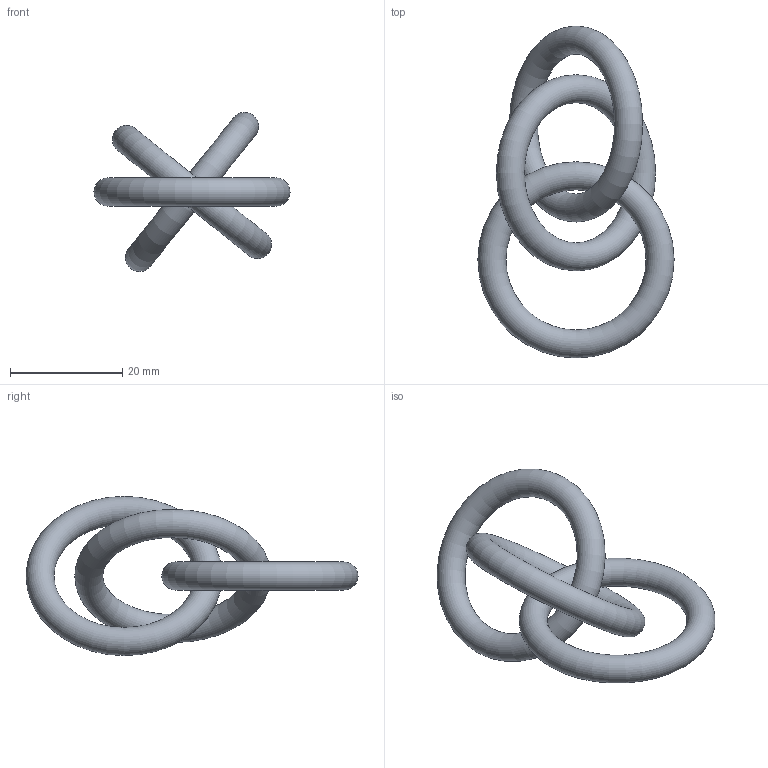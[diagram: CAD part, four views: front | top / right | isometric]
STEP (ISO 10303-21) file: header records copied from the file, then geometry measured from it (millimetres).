
FILE_DESCRIPTION(/* description */ (''),/* implementation_level */ '2;1');
FILE_NAME(/* name */ 'ring v2.step',/* time_stamp */ '2019-02-26T21:46:45+09:00',/* author */ (''),/* organization */ (''),/* preprocessor_version */ 'ST-DEVELOPER v17.2',/* originating_system */ 'Autodesk Translation Framework v7.6.0.251',/* authorisation */ '');
FILE_SCHEMA (('AUTOMOTIVE_DESIGN { 1 0 10303 214 3 1 1 }'));
Length unit declared in the file: millimetre
Products named in the file (2): ring; Component1
Assembly tree (3 placements, depth 2):
  ring
    Component1  x3
Bounding box: 35 x 59.23 x 28.41 mm (x, y, z)
Volume: 5551.7 mm3; surface area: 4441.3 mm2
Topology: 3 solids, 3 shells, 3 faces, 6 edges, 3 vertices
Faces by surface type: torus 3
Entity records: 103 total; most frequent: DIRECTION 16, CARTESIAN_POINT 9, AXIS2_PLACEMENT_3D 8, PRODUCT_DEFINITION_SHAPE 5, ORIENTED_EDGE 4, ITEM_DEFINED_TRANSFORMATION 3, CONTEXT_DEPENDENT_SHAPE_REPRESENTATION 3, NEXT_ASSEMBLY_USAGE_OCCURRENCE 3
